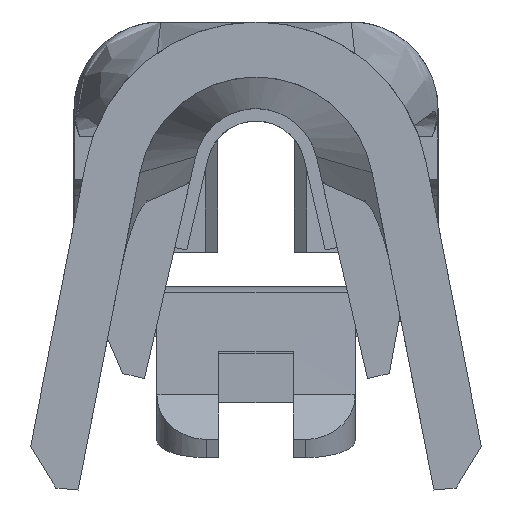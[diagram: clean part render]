
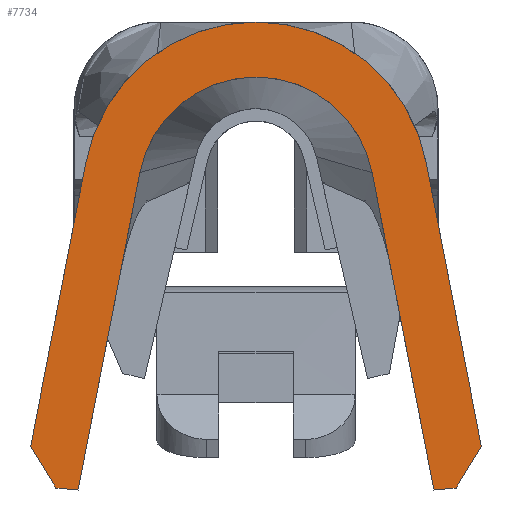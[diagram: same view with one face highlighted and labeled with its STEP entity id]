
A CAD part, front view. The second image highlights one B-rep face of the part: STEP entity #7734.
In plain terms, the highlighted planar face has unit normal (0, -1, 0).
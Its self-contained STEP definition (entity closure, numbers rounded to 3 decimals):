
#6915=CARTESIAN_POINT('',(-0.469,-10.74,-0.609));
#6916=VERTEX_POINT('',#6915);
#6923=CARTESIAN_POINT('',(-0.718,-10.74,-1.89));
#6924=VERTEX_POINT('',#6923);
#6925=CARTESIAN_POINT('',(-0.469,-10.74,-0.609));
#6926=DIRECTION('',(-0.191,0.,-0.982));
#6927=VECTOR('',#6926,1.305);
#6928=LINE('',#6925,#6927);
#6929=EDGE_CURVE('',#6916,#6924,#6928,.T.);
#7144=CARTESIAN_POINT('',(0.718,-10.74,-1.89));
#7145=VERTEX_POINT('',#7144);
#7152=CARTESIAN_POINT('',(0.469,-10.74,-0.609));
#7153=VERTEX_POINT('',#7152);
#7154=CARTESIAN_POINT('',(0.718,-10.74,-1.89));
#7155=DIRECTION('',(-0.191,0.,0.982));
#7156=VECTOR('',#7155,1.305);
#7157=LINE('',#7154,#7156);
#7158=EDGE_CURVE('',#7145,#7153,#7157,.T.);
#7554=CARTESIAN_POINT('',(0.687,-10.74,-0.566));
#7555=VERTEX_POINT('',#7554);
#7562=CARTESIAN_POINT('',(0.91,-10.74,-1.713));
#7563=VERTEX_POINT('',#7562);
#7564=CARTESIAN_POINT('',(0.687,-10.74,-0.566));
#7565=DIRECTION('',(0.191,0.,-0.982));
#7566=VECTOR('',#7565,1.168);
#7567=LINE('',#7564,#7566);
#7568=EDGE_CURVE('',#7555,#7563,#7567,.T.);
#7601=CARTESIAN_POINT('',(-0.91,-10.74,-1.713));
#7602=VERTEX_POINT('',#7601);
#7609=CARTESIAN_POINT('',(-0.687,-10.74,-0.566));
#7610=VERTEX_POINT('',#7609);
#7611=CARTESIAN_POINT('',(-0.91,-10.74,-1.713));
#7612=DIRECTION('',(0.191,0.,0.982));
#7613=VECTOR('',#7612,1.168);
#7614=LINE('',#7611,#7613);
#7615=EDGE_CURVE('',#7602,#7610,#7614,.T.);
#7675=CARTESIAN_POINT('',(0.,-10.74,-0.7));
#7676=DIRECTION('',(0.982,0.,0.191));
#7677=DIRECTION('',(0.,-1.,0.));
#7678=AXIS2_PLACEMENT_3D('',#7675,#7677,#7676);
#7679=CIRCLE('',#7678,0.478);
#7680=EDGE_CURVE('',#7153,#6916,#7679,.T.);
#7687=CARTESIAN_POINT('',(0.,-10.74,-0.945));
#7688=DIRECTION('',(0.,0.,-1.));
#7689=DIRECTION('',(0.,-1.,0.));
#7690=AXIS2_PLACEMENT_3D('',#7687,#7689,#7688);
#7691=PLANE('',#7690);
#7692=ORIENTED_EDGE('',*,*,#7615,.F.);
#7693=CARTESIAN_POINT('',(-0.808,-10.74,-1.882));
#7694=VERTEX_POINT('',#7693);
#7695=CARTESIAN_POINT('',(-0.91,-10.74,-1.713));
#7696=DIRECTION('',(0.517,0.,-0.856));
#7697=VECTOR('',#7696,0.198);
#7698=LINE('',#7695,#7697);
#7699=EDGE_CURVE('',#7602,#7694,#7698,.T.);
#7700=ORIENTED_EDGE('',*,*,#7699,.T.);
#7701=CARTESIAN_POINT('',(-0.808,-10.74,-1.882));
#7702=DIRECTION('',(0.996,0.,-0.087));
#7703=VECTOR('',#7702,0.09);
#7704=LINE('',#7701,#7703);
#7705=EDGE_CURVE('',#7694,#6924,#7704,.T.);
#7706=ORIENTED_EDGE('',*,*,#7705,.T.);
#7707=ORIENTED_EDGE('',*,*,#6929,.F.);
#7708=ORIENTED_EDGE('',*,*,#7680,.F.);
#7709=ORIENTED_EDGE('',*,*,#7158,.F.);
#7710=CARTESIAN_POINT('',(0.808,-10.74,-1.882));
#7711=VERTEX_POINT('',#7710);
#7712=CARTESIAN_POINT('',(0.718,-10.74,-1.89));
#7713=DIRECTION('',(0.996,0.,0.087));
#7714=VECTOR('',#7713,0.09);
#7715=LINE('',#7712,#7714);
#7716=EDGE_CURVE('',#7145,#7711,#7715,.T.);
#7717=ORIENTED_EDGE('',*,*,#7716,.T.);
#7718=CARTESIAN_POINT('',(0.808,-10.74,-1.882));
#7719=DIRECTION('',(0.517,0.,0.856));
#7720=VECTOR('',#7719,0.198);
#7721=LINE('',#7718,#7720);
#7722=EDGE_CURVE('',#7711,#7563,#7721,.T.);
#7723=ORIENTED_EDGE('',*,*,#7722,.T.);
#7724=ORIENTED_EDGE('',*,*,#7568,.F.);
#7725=CARTESIAN_POINT('',(0.,-10.74,-0.7));
#7726=DIRECTION('',(0.982,0.,0.191));
#7727=DIRECTION('',(0.,-1.,0.));
#7728=AXIS2_PLACEMENT_3D('',#7725,#7727,#7726);
#7729=CIRCLE('',#7728,0.7);
#7730=EDGE_CURVE('',#7555,#7610,#7729,.T.);
#7731=ORIENTED_EDGE('',*,*,#7730,.T.);
#7732=EDGE_LOOP('',(#7692,#7700,#7706,#7707,#7708,#7709,#7717,#7723,#7724,#7731));
#7733=FACE_OUTER_BOUND('',#7732,.T.);
#7734=ADVANCED_FACE('',(#7733),#7691,.T.);
